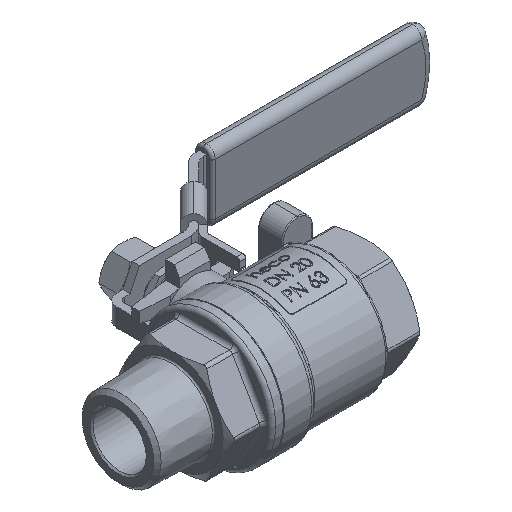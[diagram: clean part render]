
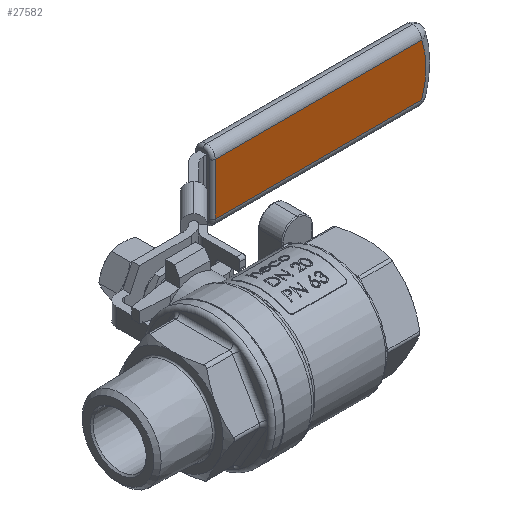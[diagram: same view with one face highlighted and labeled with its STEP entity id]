
A CAD part, isometric view. The second image highlights one B-rep face of the part: STEP entity #27582.
In plain terms, the highlighted planar face has unit normal (0, -1, 0).
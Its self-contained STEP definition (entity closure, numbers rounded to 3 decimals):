
#89 = PLANE ( 'NONE',  #41393 ) ;
#121 = FACE_OUTER_BOUND ( 'NONE', #17098, .T. ) ;
#146 = CARTESIAN_POINT ( 'NONE',  ( 110., 55.8, 11.5 ) ) ;
#147 = DIRECTION ( 'NONE',  ( 0., 1., 0. ) ) ;
#148 = DIRECTION ( 'NONE',  ( -1., 0., 0. ) ) ;
#7251 = CIRCLE ( 'NONE', #7258, 27.001 ) ;
#7258 = AXIS2_PLACEMENT_3D ( 'NONE', #39102, #39103, #39104 ) ;
#7280 = VECTOR ( 'NONE', #39150, 1000. ) ;
#7284 = VECTOR ( 'NONE', #39153, 1000. ) ;
#7285 = VECTOR ( 'NONE', #39156, 1000. ) ;
#9947 = CARTESIAN_POINT ( 'NONE',  ( 105.628, 55.8, -8.501 ) ) ;
#9951 = CARTESIAN_POINT ( 'NONE',  ( 105.628, 55.8, 8.501 ) ) ;
#9956 = CARTESIAN_POINT ( 'NONE',  ( 37.742, 55.8, -8.501 ) ) ;
#9959 = CARTESIAN_POINT ( 'NONE',  ( 37.742, 55.8, 8.501 ) ) ;
#17098 = EDGE_LOOP ( 'NONE', ( #32320, #32321, #32322, #32323 ) ) ;
#26999 = VERTEX_POINT ( 'NONE', #9947 ) ;
#27003 = VERTEX_POINT ( 'NONE', #9951 ) ;
#27008 = VERTEX_POINT ( 'NONE', #9956 ) ;
#27011 = VERTEX_POINT ( 'NONE', #9959 ) ;
#27582 = ADVANCED_FACE ( 'NONE', ( #121 ), #89, .F. ) ;
#31044 = EDGE_CURVE ( 'NONE', #26999, #27003, #7251, .T. ) ;
#31059 = EDGE_CURVE ( 'NONE', #27003, #27011, #39146, .T. ) ;
#31060 = EDGE_CURVE ( 'NONE', #27011, #27008, #39151, .T. ) ;
#31061 = EDGE_CURVE ( 'NONE', #27008, #26999, #39154, .T. ) ;
#32320 = ORIENTED_EDGE ( 'NONE', *, *, #31059, .T. ) ;
#32321 = ORIENTED_EDGE ( 'NONE', *, *, #31060, .T. ) ;
#32322 = ORIENTED_EDGE ( 'NONE', *, *, #31061, .T. ) ;
#32323 = ORIENTED_EDGE ( 'NONE', *, *, #31044, .T. ) ;
#39102 = CARTESIAN_POINT ( 'NONE',  ( 80., 55.8, 0. ) ) ;
#39103 = DIRECTION ( 'NONE',  ( 0., -1., 0. ) ) ;
#39104 = DIRECTION ( 'NONE',  ( -1., 0., 0. ) ) ;
#39141 = CARTESIAN_POINT ( 'NONE',  ( 110., 55.8, 8.501 ) ) ;
#39146 = LINE ( 'NONE', #39141, #7280 ) ;
#39150 = DIRECTION ( 'NONE',  ( -1., 0., 0. ) ) ;
#39151 = LINE ( 'NONE', #39152, #7284 ) ;
#39152 = CARTESIAN_POINT ( 'NONE',  ( 37.742, 55.8, 11.5 ) ) ;
#39153 = DIRECTION ( 'NONE',  ( 0., 0., -1. ) ) ;
#39154 = LINE ( 'NONE', #39155, #7285 ) ;
#39155 = CARTESIAN_POINT ( 'NONE',  ( 107.708, 55.8, -8.501 ) ) ;
#39156 = DIRECTION ( 'NONE',  ( 1., 0., 0. ) ) ;
#41393 = AXIS2_PLACEMENT_3D ( 'NONE', #146, #147, #148 ) ;
